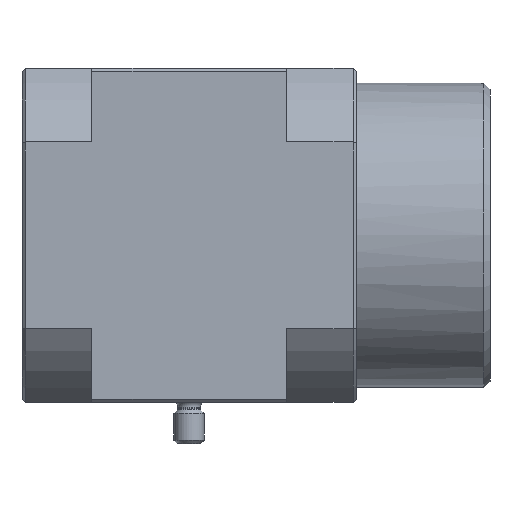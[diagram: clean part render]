
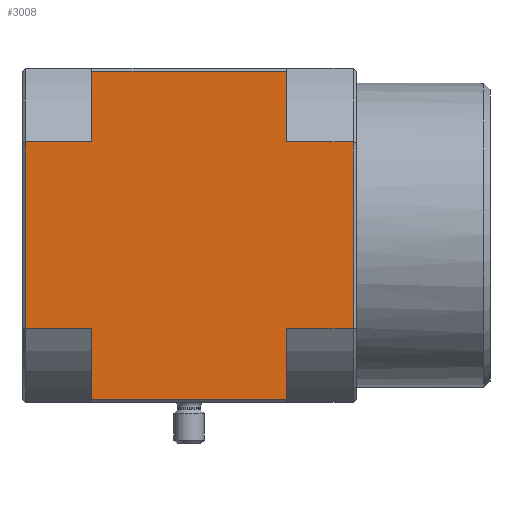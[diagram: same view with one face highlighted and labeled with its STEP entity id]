
A CAD part, left-side view. The second image highlights one B-rep face of the part: STEP entity #3008.
In plain terms, the highlighted face is planar.
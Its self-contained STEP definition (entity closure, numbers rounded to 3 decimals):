
#422=ORIENTED_EDGE('',*,*,#1013,.T.);
#423=ORIENTED_EDGE('',*,*,#1014,.F.);
#424=ORIENTED_EDGE('',*,*,#1015,.T.);
#425=ORIENTED_EDGE('',*,*,#1016,.F.);
#426=ORIENTED_EDGE('',*,*,#1017,.T.);
#427=ORIENTED_EDGE('',*,*,#1001,.F.);
#428=ORIENTED_EDGE('',*,*,#1018,.F.);
#429=ORIENTED_EDGE('',*,*,#1019,.T.);
#430=ORIENTED_EDGE('',*,*,#1020,.F.);
#431=ORIENTED_EDGE('',*,*,#1021,.T.);
#432=ORIENTED_EDGE('',*,*,#1022,.F.);
#433=ORIENTED_EDGE('',*,*,#999,.T.);
#999=EDGE_CURVE('',#1289,#1290,#1441,.T.);
#1001=EDGE_CURVE('',#1291,#1292,#1443,.T.);
#1013=EDGE_CURVE('',#1290,#1301,#1455,.T.);
#1014=EDGE_CURVE('',#1302,#1301,#1456,.T.);
#1015=EDGE_CURVE('',#1302,#1303,#1457,.T.);
#1016=EDGE_CURVE('',#1304,#1303,#1458,.F.);
#1017=EDGE_CURVE('',#1304,#1292,#1459,.T.);
#1018=EDGE_CURVE('',#1305,#1291,#1460,.T.);
#1019=EDGE_CURVE('',#1305,#1306,#1461,.F.);
#1020=EDGE_CURVE('',#1307,#1306,#1462,.T.);
#1021=EDGE_CURVE('',#1307,#1308,#1463,.T.);
#1022=EDGE_CURVE('',#1289,#1308,#1464,.T.);
#1289=VERTEX_POINT('',#4396);
#1290=VERTEX_POINT('',#4398);
#1291=VERTEX_POINT('',#4402);
#1292=VERTEX_POINT('',#4404);
#1301=VERTEX_POINT('',#4427);
#1302=VERTEX_POINT('',#4429);
#1303=VERTEX_POINT('',#4431);
#1304=VERTEX_POINT('',#4433);
#1305=VERTEX_POINT('',#4436);
#1306=VERTEX_POINT('',#4438);
#1307=VERTEX_POINT('',#4440);
#1308=VERTEX_POINT('',#4442);
#1441=LINE('',#4399,#1603);
#1443=LINE('',#4403,#1605);
#1455=LINE('',#4426,#1617);
#1456=LINE('',#4428,#1618);
#1457=LINE('',#4430,#1619);
#1458=LINE('',#4432,#1620);
#1459=LINE('',#4434,#1621);
#1460=LINE('',#4435,#1622);
#1461=LINE('',#4437,#1623);
#1462=LINE('',#4439,#1624);
#1463=LINE('',#4441,#1625);
#1464=LINE('',#4443,#1626);
#1603=VECTOR('',#3647,1000.);
#1605=VECTOR('',#3651,1000.);
#1617=VECTOR('',#3667,1000.);
#1618=VECTOR('',#3668,1000.);
#1619=VECTOR('',#3669,1000.);
#1620=VECTOR('',#3670,1000.);
#1621=VECTOR('',#3671,1000.);
#1622=VECTOR('',#3672,1000.);
#1623=VECTOR('',#3673,1000.);
#1624=VECTOR('',#3674,1000.);
#1625=VECTOR('',#3675,1000.);
#1626=VECTOR('',#3676,1000.);
#1721=EDGE_LOOP('',(#422,#423,#424,#425,#426,#427,#428,#429,#430,#431,#432,
#433));
#1901=FACE_BOUND('',#1721,.T.);
#2059=PLANE('',#3222);
#3008=ADVANCED_FACE('',(#1901),#2059,.F.);
#3222=AXIS2_PLACEMENT_3D('',#4425,#3665,#3666);
#3647=DIRECTION('',(0.,-1.,0.));
#3651=DIRECTION('',(0.,-1.,0.));
#3665=DIRECTION('',(0.,0.,1.));
#3666=DIRECTION('',(1.,0.,0.));
#3667=DIRECTION('',(-1.,0.,0.));
#3668=DIRECTION('',(0.,1.,0.));
#3669=DIRECTION('',(-1.,0.,0.));
#3670=DIRECTION('',(0.,1.,0.));
#3671=DIRECTION('',(-1.,0.,0.));
#3672=DIRECTION('',(-1.,0.,0.));
#3673=DIRECTION('',(0.,-1.,0.));
#3674=DIRECTION('',(-1.,0.,0.));
#3675=DIRECTION('',(0.,-1.,0.));
#3676=DIRECTION('',(-1.,0.,0.));
#4396=CARTESIAN_POINT('',(27.,16.,-27.5));
#4398=CARTESIAN_POINT('',(27.,-16.,-27.5));
#4399=CARTESIAN_POINT('',(27.,27.5,-27.5));
#4402=CARTESIAN_POINT('',(-27.,16.,-27.5));
#4403=CARTESIAN_POINT('',(-27.,27.5,-27.5));
#4404=CARTESIAN_POINT('',(-27.,-16.,-27.5));
#4425=CARTESIAN_POINT('',(27.,27.5,-27.5));
#4426=CARTESIAN_POINT('',(27.,-16.,-27.5));
#4427=CARTESIAN_POINT('',(15.362,-16.,-27.5));
#4428=CARTESIAN_POINT('',(15.362,-36.,-27.5));
#4429=CARTESIAN_POINT('',(15.362,-27.,-27.5));
#4430=CARTESIAN_POINT('',(20.,-27.,-27.5));
#4431=CARTESIAN_POINT('',(-15.362,-27.,-27.5));
#4432=CARTESIAN_POINT('',(-15.362,-36.,-27.5));
#4433=CARTESIAN_POINT('',(-15.362,-16.,-27.5));
#4434=CARTESIAN_POINT('',(27.,-16.,-27.5));
#4435=CARTESIAN_POINT('',(27.,16.,-27.5));
#4436=CARTESIAN_POINT('',(-15.362,16.,-27.5));
#4437=CARTESIAN_POINT('',(-15.362,36.,-27.5));
#4438=CARTESIAN_POINT('',(-15.362,27.,-27.5));
#4439=CARTESIAN_POINT('',(20.,27.,-27.5));
#4440=CARTESIAN_POINT('',(15.362,27.,-27.5));
#4441=CARTESIAN_POINT('',(15.362,36.,-27.5));
#4442=CARTESIAN_POINT('',(15.362,16.,-27.5));
#4443=CARTESIAN_POINT('',(27.,16.,-27.5));
